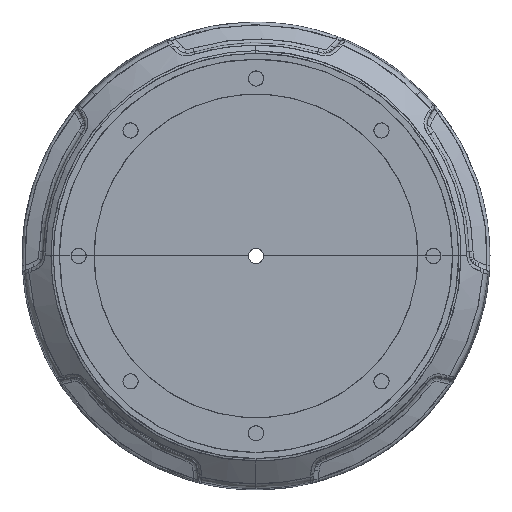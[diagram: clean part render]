
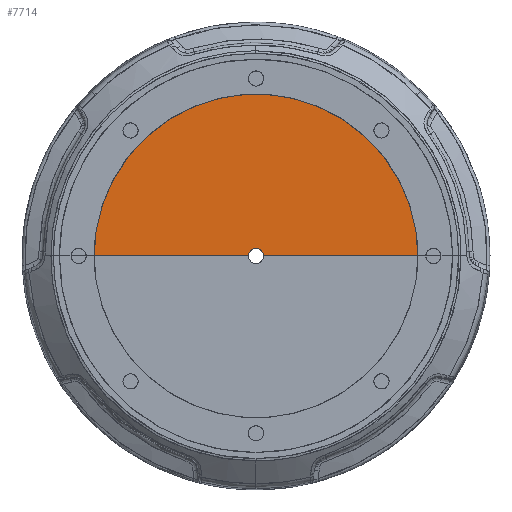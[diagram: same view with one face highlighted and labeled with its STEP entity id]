
A CAD part, top view. The second image highlights one B-rep face of the part: STEP entity #7714.
In plain terms, the highlighted free-form (B-spline) face has degree [5, 1] with [11, 2] control points.
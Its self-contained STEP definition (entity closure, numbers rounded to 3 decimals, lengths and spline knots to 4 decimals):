
#121=(
BOUNDED_CURVE()
B_SPLINE_CURVE(5,(#17890,#17891,#17892,#17893,#17894,#17895,#17896,#17897,
#17898,#17899,#17900),.UNSPECIFIED.,.F.,.F.)
B_SPLINE_CURVE_WITH_KNOTS((6,5,6),(0.,1.5708,3.1416),
 .UNSPECIFIED.)
CURVE()
GEOMETRIC_REPRESENTATION_ITEM()
RATIONAL_B_SPLINE_CURVE((1.,0.883,0.824,0.824,
0.883,1.,0.883,0.824,0.824,
0.883,1.))
REPRESENTATION_ITEM('')
);
#122=(
BOUNDED_CURVE()
B_SPLINE_CURVE(1,(#17902,#17903),.UNSPECIFIED.,.F.,.F.)
B_SPLINE_CURVE_WITH_KNOTS((2,2),(-0.0031,0.9531),
 .UNSPECIFIED.)
CURVE()
GEOMETRIC_REPRESENTATION_ITEM()
RATIONAL_B_SPLINE_CURVE((1.,1.))
REPRESENTATION_ITEM('')
);
#123=(
BOUNDED_CURVE()
B_SPLINE_CURVE(5,(#17905,#17906,#17907,#17908,#17909,#17910,#17911,#17912,
#17913,#17914,#17915),.UNSPECIFIED.,.F.,.F.)
B_SPLINE_CURVE_WITH_KNOTS((6,5,6),(-3.1416,-1.5708,0.),
 .UNSPECIFIED.)
CURVE()
GEOMETRIC_REPRESENTATION_ITEM()
RATIONAL_B_SPLINE_CURVE((1.,0.883,0.824,0.824,
0.883,1.,0.883,0.824,0.824,
0.883,1.))
REPRESENTATION_ITEM('')
);
#124=(
BOUNDED_CURVE()
B_SPLINE_CURVE(1,(#17916,#17917),.UNSPECIFIED.,.F.,.F.)
B_SPLINE_CURVE_WITH_KNOTS((2,2),(-0.9531,0.0031),
 .UNSPECIFIED.)
CURVE()
GEOMETRIC_REPRESENTATION_ITEM()
RATIONAL_B_SPLINE_CURVE((1.,1.))
REPRESENTATION_ITEM('')
);
#304=(
BOUNDED_SURFACE()
B_SPLINE_SURFACE(5,1,((#17866,#17867),(#17868,#17869),(#17870,#17871),(#17872,
#17873),(#17874,#17875),(#17876,#17877),(#17878,#17879),(#17880,#17881),
(#17882,#17883),(#17884,#17885),(#17886,#17887)),.UNSPECIFIED.,.F.,.F.,
 .F.)
B_SPLINE_SURFACE_WITH_KNOTS((6,5,6),(2,2),(0.,1.5708,3.1416),
(-0.0031,1.),.UNSPECIFIED.)
GEOMETRIC_REPRESENTATION_ITEM()
RATIONAL_B_SPLINE_SURFACE(((1.,1.),(0.883,0.883),
(0.824,0.824),(0.824,0.824),
(0.883,0.883),(1.,1.),(0.883,0.883),
(0.824,0.824),(0.824,0.824),
(0.883,0.883),(1.,1.)))
REPRESENTATION_ITEM('')
SURFACE()
);
#743=FACE_OUTER_BOUND('',#1088,.T.);
#1088=EDGE_LOOP('',(#6014,#6015,#6016,#6017));
#2884=VERTEX_POINT('',#17888);
#2885=VERTEX_POINT('',#17889);
#2886=VERTEX_POINT('',#17901);
#2887=VERTEX_POINT('',#17904);
#4447=EDGE_CURVE('',#2884,#2885,#121,.T.);
#4448=EDGE_CURVE('',#2885,#2886,#122,.T.);
#4449=EDGE_CURVE('',#2886,#2887,#123,.T.);
#4450=EDGE_CURVE('',#2887,#2884,#124,.T.);
#6014=ORIENTED_EDGE('',*,*,#4447,.T.);
#6015=ORIENTED_EDGE('',*,*,#4448,.T.);
#6016=ORIENTED_EDGE('',*,*,#4449,.T.);
#6017=ORIENTED_EDGE('',*,*,#4450,.T.);
#7714=ADVANCED_FACE('',(#743),#304,.T.);
#17866=CARTESIAN_POINT('Ctrl Pts',(-3.582,-4.0158,2.5461));
#17867=CARTESIAN_POINT('Ctrl Pts',(-6.792,-4.0158,2.5461));
#17868=CARTESIAN_POINT('Ctrl Pts',(-3.582,-2.9874,
2.5461));
#17869=CARTESIAN_POINT('Ctrl Pts',(-6.792,-4.0158,2.5461));
#17870=CARTESIAN_POINT('Ctrl Pts',(-3.9714,-1.9741,2.5461));
#17871=CARTESIAN_POINT('Ctrl Pts',(-6.792,-4.0158,2.5461));
#17872=CARTESIAN_POINT('Ctrl Pts',(-4.7503,-1.1953,2.5461));
#17873=CARTESIAN_POINT('Ctrl Pts',(-6.792,-4.0158,2.5461));
#17874=CARTESIAN_POINT('Ctrl Pts',(-5.7636,-0.8058,
2.5461));
#17875=CARTESIAN_POINT('Ctrl Pts',(-6.792,-4.0158,2.5461));
#17876=CARTESIAN_POINT('Ctrl Pts',(-6.792,-0.8058,
2.5461));
#17877=CARTESIAN_POINT('Ctrl Pts',(-6.792,-4.0158,2.5461));
#17878=CARTESIAN_POINT('Ctrl Pts',(-7.8204,-0.8058,
2.5461));
#17879=CARTESIAN_POINT('Ctrl Pts',(-6.792,-4.0158,2.5461));
#17880=CARTESIAN_POINT('Ctrl Pts',(-8.8337,-1.1953,2.5461));
#17881=CARTESIAN_POINT('Ctrl Pts',(-6.792,-4.0158,2.5461));
#17882=CARTESIAN_POINT('Ctrl Pts',(-9.6125,-1.9741,2.5461));
#17883=CARTESIAN_POINT('Ctrl Pts',(-6.792,-4.0158,2.5461));
#17884=CARTESIAN_POINT('Ctrl Pts',(-10.002,-2.9874,
2.5461));
#17885=CARTESIAN_POINT('Ctrl Pts',(-6.792,-4.0158,2.5461));
#17886=CARTESIAN_POINT('Ctrl Pts',(-10.002,-4.0158,2.5461));
#17887=CARTESIAN_POINT('Ctrl Pts',(-6.792,-4.0158,2.5461));
#17888=CARTESIAN_POINT('',(-3.582,-4.0158,2.5461));
#17889=CARTESIAN_POINT('',(-10.002,-4.0158,2.5461));
#17890=CARTESIAN_POINT('Ctrl Pts',(-3.582,-4.0158,2.5461));
#17891=CARTESIAN_POINT('Ctrl Pts',(-3.582,-2.9874,
2.5461));
#17892=CARTESIAN_POINT('Ctrl Pts',(-3.9714,-1.9741,2.5461));
#17893=CARTESIAN_POINT('Ctrl Pts',(-4.7503,-1.1953,2.5461));
#17894=CARTESIAN_POINT('Ctrl Pts',(-5.7636,-0.8058,
2.5461));
#17895=CARTESIAN_POINT('Ctrl Pts',(-6.792,-0.8058,
2.5461));
#17896=CARTESIAN_POINT('Ctrl Pts',(-7.8204,-0.8058,
2.5461));
#17897=CARTESIAN_POINT('Ctrl Pts',(-8.8337,-1.1953,2.5461));
#17898=CARTESIAN_POINT('Ctrl Pts',(-9.6125,-1.9741,2.5461));
#17899=CARTESIAN_POINT('Ctrl Pts',(-10.002,-2.9874,
2.5461));
#17900=CARTESIAN_POINT('Ctrl Pts',(-10.002,-4.0158,2.5461));
#17901=CARTESIAN_POINT('',(-6.942,-4.0158,2.5461));
#17902=CARTESIAN_POINT('Ctrl Pts',(-10.002,-4.0158,2.5461));
#17903=CARTESIAN_POINT('Ctrl Pts',(-6.942,-4.0158,2.5461));
#17904=CARTESIAN_POINT('',(-6.642,-4.0158,2.5461));
#17905=CARTESIAN_POINT('Ctrl Pts',(-6.942,-4.0158,2.5461));
#17906=CARTESIAN_POINT('Ctrl Pts',(-6.942,-3.9678,
2.5461));
#17907=CARTESIAN_POINT('Ctrl Pts',(-6.9238,-3.9204,
2.5461));
#17908=CARTESIAN_POINT('Ctrl Pts',(-6.8874,-3.884,
2.5461));
#17909=CARTESIAN_POINT('Ctrl Pts',(-6.84,-3.8658,
2.5461));
#17910=CARTESIAN_POINT('Ctrl Pts',(-6.792,-3.8658,2.5461));
#17911=CARTESIAN_POINT('Ctrl Pts',(-6.7439,-3.8658,
2.5461));
#17912=CARTESIAN_POINT('Ctrl Pts',(-6.6966,-3.884,
2.5461));
#17913=CARTESIAN_POINT('Ctrl Pts',(-6.6602,-3.9204,
2.5461));
#17914=CARTESIAN_POINT('Ctrl Pts',(-6.642,-3.9678,
2.5461));
#17915=CARTESIAN_POINT('Ctrl Pts',(-6.642,-4.0158,2.5461));
#17916=CARTESIAN_POINT('Ctrl Pts',(-6.642,-4.0158,2.5461));
#17917=CARTESIAN_POINT('Ctrl Pts',(-3.582,-4.0158,2.5461));
